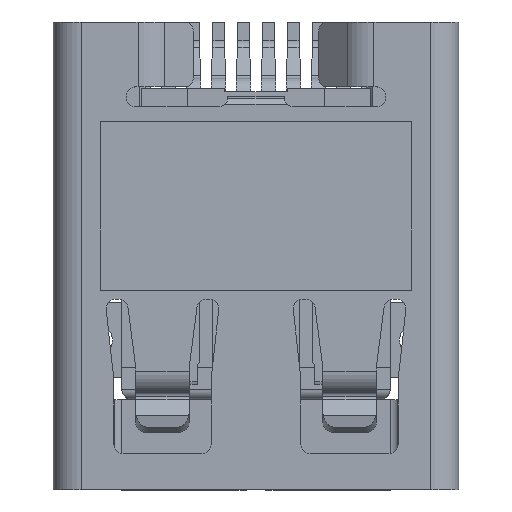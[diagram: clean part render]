
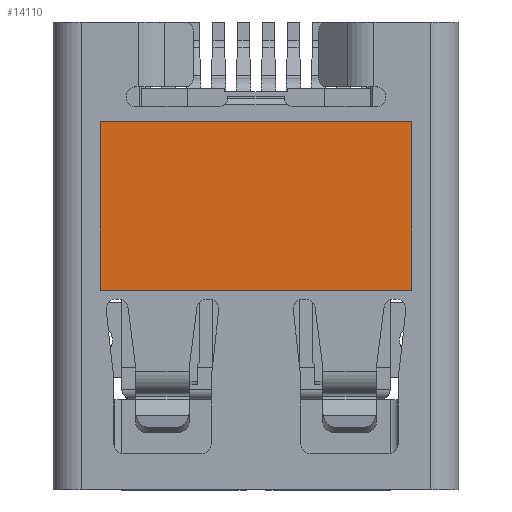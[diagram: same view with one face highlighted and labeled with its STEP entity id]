
A CAD part, top view. The second image highlights one B-rep face of the part: STEP entity #14110.
In plain terms, the highlighted planar face has unit normal (0, 0, 1).
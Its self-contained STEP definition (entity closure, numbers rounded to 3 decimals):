
#14020 = VERTEX_POINT('',#14021);
#14021 = CARTESIAN_POINT('',(2.5,1.185,2.97));
#14027 = EDGE_CURVE('',#14020,#14028,#14030,.T.);
#14028 = VERTEX_POINT('',#14029);
#14029 = CARTESIAN_POINT('',(-2.5,1.185,2.97));
#14030 = LINE('',#14031,#14032);
#14031 = CARTESIAN_POINT('',(2.5,1.185,2.97));
#14032 = VECTOR('',#14033,1.);
#14033 = DIRECTION('',(-1.,0.,0.));
#14051 = VERTEX_POINT('',#14052);
#14052 = CARTESIAN_POINT('',(2.5,-1.515,2.97));
#14058 = EDGE_CURVE('',#14051,#14020,#14059,.T.);
#14059 = LINE('',#14060,#14061);
#14060 = CARTESIAN_POINT('',(2.5,-1.515,2.97));
#14061 = VECTOR('',#14062,1.);
#14062 = DIRECTION('',(0.,1.,0.));
#14075 = VERTEX_POINT('',#14076);
#14076 = CARTESIAN_POINT('',(-2.5,-1.515,2.97));
#14082 = EDGE_CURVE('',#14075,#14051,#14083,.T.);
#14083 = LINE('',#14084,#14085);
#14084 = CARTESIAN_POINT('',(-2.5,-1.515,2.97));
#14085 = VECTOR('',#14086,1.);
#14086 = DIRECTION('',(1.,0.,0.));
#14099 = EDGE_CURVE('',#14028,#14075,#14100,.T.);
#14100 = LINE('',#14101,#14102);
#14101 = CARTESIAN_POINT('',(-2.5,1.185,2.97));
#14102 = VECTOR('',#14103,1.);
#14103 = DIRECTION('',(0.,-1.,0.));
#14110 = ADVANCED_FACE('',(#14111),#14117,.T.);
#14111 = FACE_BOUND('',#14112,.F.);
#14112 = EDGE_LOOP('',(#14113,#14114,#14115,#14116));
#14113 = ORIENTED_EDGE('',*,*,#14027,.F.);
#14114 = ORIENTED_EDGE('',*,*,#14058,.F.);
#14115 = ORIENTED_EDGE('',*,*,#14082,.F.);
#14116 = ORIENTED_EDGE('',*,*,#14099,.F.);
#14117 = PLANE('',#14118);
#14118 = AXIS2_PLACEMENT_3D('',#14119,#14120,#14121);
#14119 = CARTESIAN_POINT('',(0.,1.635,
    2.97));
#14120 = DIRECTION('',(0.,0.,1.));
#14121 = DIRECTION('',(0.,-1.,0.));
